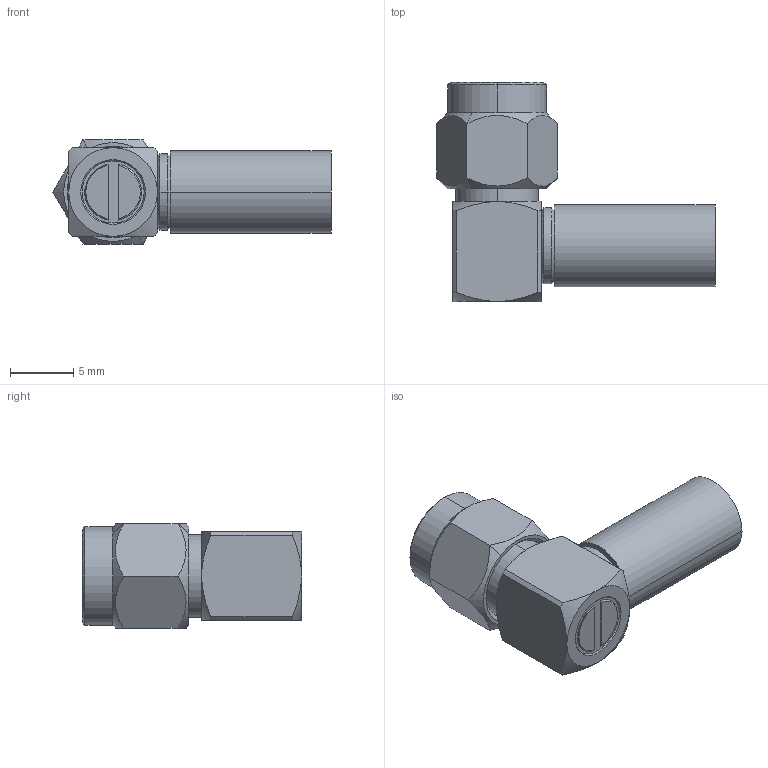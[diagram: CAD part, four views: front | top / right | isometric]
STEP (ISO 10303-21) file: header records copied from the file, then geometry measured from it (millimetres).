
FILE_DESCRIPTION((''),'2;1');
FILE_NAME('132122RP_SW0001','2017-11-02T',('Clement'),(''),'CREO PARAMETRIC BY PTC INC, 2017020','CREO PARAMETRIC BY PTC INC, 2017020','');
FILE_SCHEMA(('CONFIG_CONTROL_DESIGN'));
Length unit declared in the file: inch
Products named in the file (1): 132122RP_SW0001
Bounding box: 21.95 x 17.3 x 8.23 mm (x, y, z)
Volume: 1035.9 mm3; surface area: 1437.9 mm2
Topology: 1 solids, 1 shells, 157 faces, 371 edges, 231 vertices
Faces by surface type: cylinder 54, cone 47, plane 46, bspline 10
Entity records: 6862 total; most frequent: CARTESIAN_POINT 3240, DIRECTION 752, ORIENTED_EDGE 738, EDGE_CURVE 369, AXIS2_PLACEMENT_3D 307, VERTEX_POINT 231, EDGE_LOOP 178, CIRCLE 160
